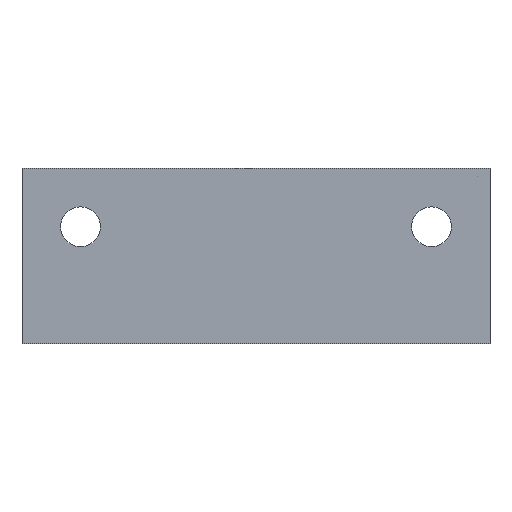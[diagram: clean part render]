
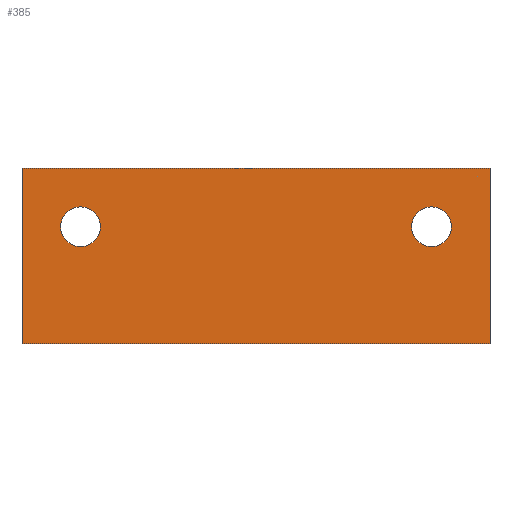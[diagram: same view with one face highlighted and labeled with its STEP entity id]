
A CAD part, front view. The second image highlights one B-rep face of the part: STEP entity #385.
In plain terms, the highlighted planar face has unit normal (0, -1, 0).
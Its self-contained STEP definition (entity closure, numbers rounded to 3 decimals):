
#18=FACE_BOUND('',#75,.T.);
#19=FACE_BOUND('',#76,.T.);
#33=PLANE('',#426);
#52=FACE_OUTER_BOUND('',#74,.T.);
#74=EDGE_LOOP('',(#354,#355,#356,#357));
#75=EDGE_LOOP('',(#358));
#76=EDGE_LOOP('',(#359));
#89=LINE('',#570,#133);
#94=LINE('',#580,#138);
#101=LINE('',#593,#145);
#121=LINE('',#631,#165);
#133=VECTOR('',#469,10.);
#138=VECTOR('',#476,10.);
#145=VECTOR('',#485,10.);
#165=VECTOR('',#523,10.);
#166=CIRCLE('',#402,1.7);
#168=CIRCLE('',#405,1.7);
#174=VERTEX_POINT('',#530);
#176=VERTEX_POINT('',#536);
#188=VERTEX_POINT('',#567);
#189=VERTEX_POINT('',#569);
#191=VERTEX_POINT('',#574);
#193=VERTEX_POINT('',#578);
#208=EDGE_CURVE('',#174,#174,#166,.T.);
#211=EDGE_CURVE('',#176,#176,#168,.T.);
#227=EDGE_CURVE('',#188,#189,#89,.T.);
#232=EDGE_CURVE('',#191,#193,#94,.T.);
#239=EDGE_CURVE('',#191,#188,#101,.T.);
#259=EDGE_CURVE('',#193,#189,#121,.T.);
#354=ORIENTED_EDGE('',*,*,#232,.T.);
#355=ORIENTED_EDGE('',*,*,#259,.T.);
#356=ORIENTED_EDGE('',*,*,#227,.F.);
#357=ORIENTED_EDGE('',*,*,#239,.F.);
#358=ORIENTED_EDGE('',*,*,#208,.T.);
#359=ORIENTED_EDGE('',*,*,#211,.T.);
#385=ADVANCED_FACE('',(#52,#18,#19),#33,.T.);
#402=AXIS2_PLACEMENT_3D('',#531,#432,#433);
#405=AXIS2_PLACEMENT_3D('',#537,#439,#440);
#426=AXIS2_PLACEMENT_3D('',#632,#524,#525);
#432=DIRECTION('center_axis',(0.,1.,0.));
#433=DIRECTION('ref_axis',(1.,0.,0.));
#439=DIRECTION('center_axis',(0.,1.,0.));
#440=DIRECTION('ref_axis',(1.,0.,0.));
#469=DIRECTION('',(1.,0.,0.));
#476=DIRECTION('',(1.,0.,0.));
#485=DIRECTION('',(0.,0.,1.));
#523=DIRECTION('',(0.,0.,1.));
#524=DIRECTION('center_axis',(0.,-1.,0.));
#525=DIRECTION('ref_axis',(1.,0.,0.));
#530=CARTESIAN_POINT('',(-16.7,-19.,10.));
#531=CARTESIAN_POINT('Origin',(-15.,-19.,10.));
#536=CARTESIAN_POINT('',(13.3,-19.,10.));
#537=CARTESIAN_POINT('Origin',(15.,-19.,10.));
#567=CARTESIAN_POINT('',(-20.,-19.,15.));
#569=CARTESIAN_POINT('',(20.,-19.,15.));
#570=CARTESIAN_POINT('',(-20.,-19.,15.));
#574=CARTESIAN_POINT('',(-20.,-19.,0.));
#578=CARTESIAN_POINT('',(20.,-19.,0.));
#580=CARTESIAN_POINT('',(-20.,-19.,0.));
#593=CARTESIAN_POINT('',(-20.,-19.,0.));
#631=CARTESIAN_POINT('',(20.,-19.,0.));
#632=CARTESIAN_POINT('Origin',(-20.,-19.,0.));
